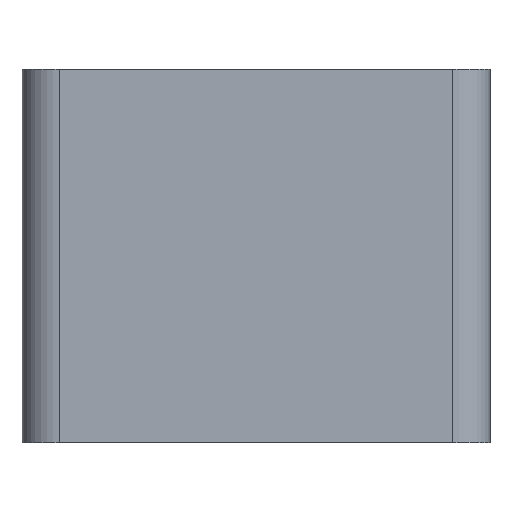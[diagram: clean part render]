
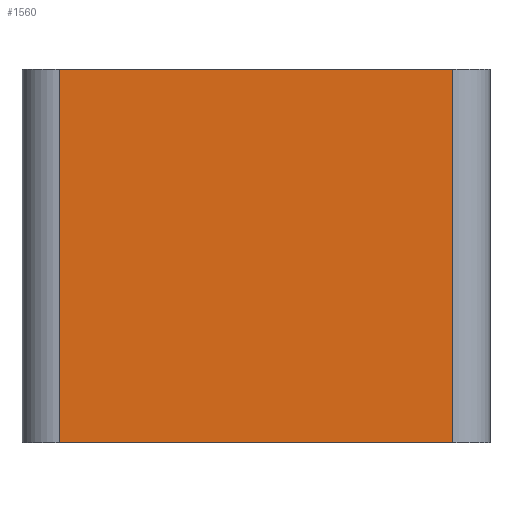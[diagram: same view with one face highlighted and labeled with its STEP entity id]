
A CAD part, left-side view. The second image highlights one B-rep face of the part: STEP entity #1560.
In plain terms, the highlighted planar face has unit normal (-1, 0, 0).
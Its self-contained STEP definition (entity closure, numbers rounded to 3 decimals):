
#54=DIRECTION('',(0.,-1.,0.));
#55=VECTOR('',#54,63.25);
#56=CARTESIAN_POINT('',(-80.,26.5,-30.));
#57=LINE('',#56,#55);
#312=DIRECTION('',(0.,-1.,0.));
#313=VECTOR('',#312,63.25);
#314=CARTESIAN_POINT('',(-80.,26.5,30.));
#315=LINE('',#314,#313);
#565=DIRECTION('',(0.,0.,1.));
#566=VECTOR('',#565,60.);
#567=CARTESIAN_POINT('',(-80.,-36.75,-30.));
#568=LINE('',#567,#566);
#569=DIRECTION('',(0.,0.,1.));
#570=VECTOR('',#569,60.);
#571=CARTESIAN_POINT('',(-80.,26.5,-30.));
#572=LINE('',#571,#570);
#717=CARTESIAN_POINT('',(-80.,26.5,-30.));
#718=VERTEX_POINT('',#717);
#719=CARTESIAN_POINT('',(-80.,-36.75,-30.));
#720=VERTEX_POINT('',#719);
#737=CARTESIAN_POINT('',(-80.,26.5,30.));
#738=VERTEX_POINT('',#737);
#739=CARTESIAN_POINT('',(-80.,-36.75,30.));
#740=VERTEX_POINT('',#739);
#1548=CARTESIAN_POINT('',(-80.,26.5,-30.));
#1549=DIRECTION('',(-1.,0.,0.));
#1550=DIRECTION('',(0.,-1.,0.));
#1551=AXIS2_PLACEMENT_3D('',#1548,#1549,#1550);
#1552=PLANE('',#1551);
#1553=ORIENTED_EDGE('',*,*,#902,.F.);
#1555=ORIENTED_EDGE('',*,*,#1554,.T.);
#1556=ORIENTED_EDGE('',*,*,#1181,.T.);
#1557=ORIENTED_EDGE('',*,*,#1541,.F.);
#1558=EDGE_LOOP('',(#1553,#1555,#1556,#1557));
#1559=FACE_OUTER_BOUND('',#1558,.F.);
#1560=ADVANCED_FACE('',(#1559),#1552,.T.);
#902=EDGE_CURVE('',#718,#720,#57,.T.);
#1181=EDGE_CURVE('',#738,#740,#315,.T.);
#1541=EDGE_CURVE('',#720,#740,#568,.T.);
#1554=EDGE_CURVE('',#718,#738,#572,.T.);
